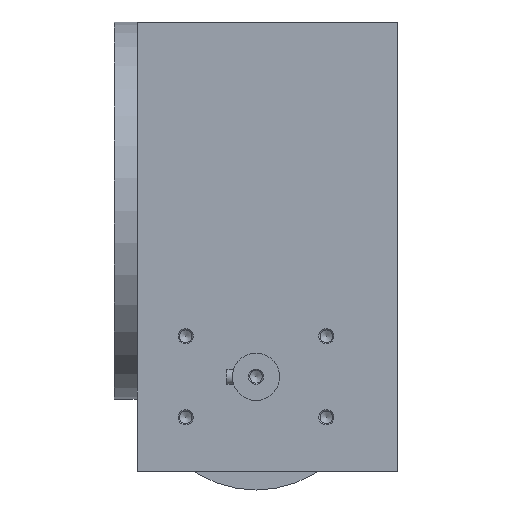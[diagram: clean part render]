
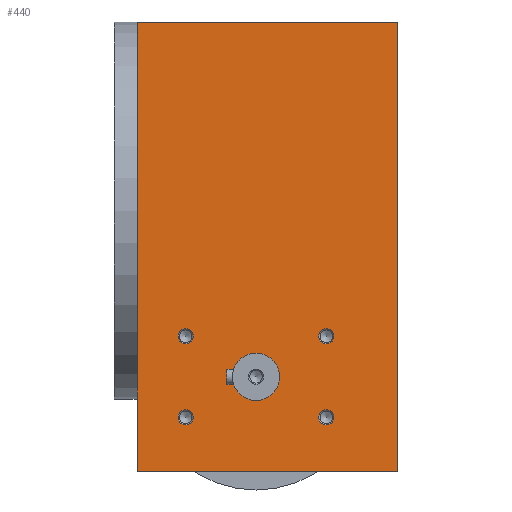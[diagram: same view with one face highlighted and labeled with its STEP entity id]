
A CAD part, left-side view. The second image highlights one B-rep face of the part: STEP entity #440.
In plain terms, the highlighted planar face has unit normal (-1, 0, 0).
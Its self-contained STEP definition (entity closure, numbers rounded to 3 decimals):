
#440 = ADVANCED_FACE( '', ( #1112, #1113, #1114, #1115, #1116, #1117 ), #1118, .F. );
#1112 = FACE_BOUND( '', #2190, .T. );
#1113 = FACE_BOUND( '', #2191, .T. );
#1114 = FACE_BOUND( '', #2192, .T. );
#1115 = FACE_BOUND( '', #2193, .T. );
#1116 = FACE_BOUND( '', #2194, .T. );
#1117 = FACE_OUTER_BOUND( '', #2195, .T. );
#1118 = PLANE( '', #2196 );
#2190 = EDGE_LOOP( '', ( #3367 ) );
#2191 = EDGE_LOOP( '', ( #3368 ) );
#2192 = EDGE_LOOP( '', ( #3369 ) );
#2193 = EDGE_LOOP( '', ( #3370 ) );
#2194 = EDGE_LOOP( '', ( #3371 ) );
#2195 = EDGE_LOOP( '', ( #3372, #3373, #3374, #3375, #3376 ) );
#2196 = AXIS2_PLACEMENT_3D( '', #3377, #3378, #3379 );
#3367 = ORIENTED_EDGE( '', *, *, #5569, .F. );
#3368 = ORIENTED_EDGE( '', *, *, #5570, .F. );
#3369 = ORIENTED_EDGE( '', *, *, #5571, .F. );
#3370 = ORIENTED_EDGE( '', *, *, #5572, .F. );
#3371 = ORIENTED_EDGE( '', *, *, #5491, .T. );
#3372 = ORIENTED_EDGE( '', *, *, #5573, .T. );
#3373 = ORIENTED_EDGE( '', *, *, #5574, .F. );
#3374 = ORIENTED_EDGE( '', *, *, #5575, .F. );
#3375 = ORIENTED_EDGE( '', *, *, #5576, .T. );
#3376 = ORIENTED_EDGE( '', *, *, #5577, .T. );
#3377 = CARTESIAN_POINT( '', ( -100., 69., 119. ) );
#3378 = DIRECTION( '', ( 1., 0., 0. ) );
#3379 = DIRECTION( '', ( 0., 0., -1. ) );
#5491 = EDGE_CURVE( '', #6391, #6391, #6392, .T. );
#5569 = EDGE_CURVE( '', #6522, #6522, #6523, .T. );
#5570 = EDGE_CURVE( '', #6524, #6524, #6525, .T. );
#5571 = EDGE_CURVE( '', #6526, #6526, #6527, .T. );
#5572 = EDGE_CURVE( '', #6528, #6528, #6529, .T. );
#5573 = EDGE_CURVE( '', #6530, #6531, #6532, .T. );
#5574 = EDGE_CURVE( '', #6533, #6531, #6534, .T. );
#5575 = EDGE_CURVE( '', #6535, #6533, #6536, .T. );
#5576 = EDGE_CURVE( '', #6535, #6537, #6538, .T. );
#5577 = EDGE_CURVE( '', #6537, #6530, #6539, .T. );
#6391 = VERTEX_POINT( '', #7673 );
#6392 = CIRCLE( '', #7674, 12.5 );
#6522 = VERTEX_POINT( '', #7837 );
#6523 = CIRCLE( '', #7838, 4. );
#6524 = VERTEX_POINT( '', #7839 );
#6525 = CIRCLE( '', #7840, 4. );
#6526 = VERTEX_POINT( '', #7841 );
#6527 = CIRCLE( '', #7842, 4. );
#6528 = VERTEX_POINT( '', #7843 );
#6529 = CIRCLE( '', #7844, 4. );
#6530 = VERTEX_POINT( '', #7845 );
#6531 = VERTEX_POINT( '', #7846 );
#6532 = LINE( '', #7847, #7848 );
#6533 = VERTEX_POINT( '', #7849 );
#6534 = LINE( '', #7850, #7851 );
#6535 = VERTEX_POINT( '', #7852 );
#6536 = LINE( '', #7853, #7854 );
#6537 = VERTEX_POINT( '', #7855 );
#6538 = LINE( '', #7856, #7857 );
#6539 = LINE( '', #7858, #7859 );
#7673 = CARTESIAN_POINT( '', ( -100., 6., -81.5 ) );
#7674 = AXIS2_PLACEMENT_3D( '', #9318, #9319, #9320 );
#7837 = CARTESIAN_POINT( '', ( -100., -31.239, -43.5 ) );
#7838 = AXIS2_PLACEMENT_3D( '', #9423, #9424, #9425 );
#7839 = CARTESIAN_POINT( '', ( -100., 43.239, -86.5 ) );
#7840 = AXIS2_PLACEMENT_3D( '', #9426, #9427, #9428 );
#7841 = CARTESIAN_POINT( '', ( -100., -31.239, -86.5 ) );
#7842 = AXIS2_PLACEMENT_3D( '', #9429, #9430, #9431 );
#7843 = CARTESIAN_POINT( '', ( -100., 43.239, -43.5 ) );
#7844 = AXIS2_PLACEMENT_3D( '', #9432, #9433, #9434 );
#7845 = CARTESIAN_POINT( '', ( -100., 69., -119. ) );
#7846 = CARTESIAN_POINT( '', ( -100., -69., -119. ) );
#7847 = CARTESIAN_POINT( '', ( -100., 69., -119. ) );
#7848 = VECTOR( '', #9435, 1000. );
#7849 = CARTESIAN_POINT( '', ( -100., -69., 119. ) );
#7850 = CARTESIAN_POINT( '', ( -100., -69., 119. ) );
#7851 = VECTOR( '', #9436, 1000. );
#7852 = CARTESIAN_POINT( '', ( -100., 69., 119. ) );
#7853 = CARTESIAN_POINT( '', ( -100., 69., 119. ) );
#7854 = VECTOR( '', #9437, 1000. );
#7855 = CARTESIAN_POINT( '', ( -100., 69., 19. ) );
#7856 = CARTESIAN_POINT( '', ( -100., 69., 119. ) );
#7857 = VECTOR( '', #9438, 1000. );
#7858 = CARTESIAN_POINT( '', ( -100., 69., 119. ) );
#7859 = VECTOR( '', #9439, 1000. );
#9318 = CARTESIAN_POINT( '', ( -100., 6., -69. ) );
#9319 = DIRECTION( '', ( 1., 0., 0. ) );
#9320 = DIRECTION( '', ( 0., 0., -1. ) );
#9423 = CARTESIAN_POINT( '', ( -100., -31.239, -47.5 ) );
#9424 = DIRECTION( '', ( -1., 0., 0. ) );
#9425 = DIRECTION( '', ( 0., 0., 1. ) );
#9426 = CARTESIAN_POINT( '', ( -100., 43.239, -90.5 ) );
#9427 = DIRECTION( '', ( -1., 0., 0. ) );
#9428 = DIRECTION( '', ( 0., 0., 1. ) );
#9429 = CARTESIAN_POINT( '', ( -100., -31.239, -90.5 ) );
#9430 = DIRECTION( '', ( -1., 0., 0. ) );
#9431 = DIRECTION( '', ( 0., 0., 1. ) );
#9432 = CARTESIAN_POINT( '', ( -100., 43.239, -47.5 ) );
#9433 = DIRECTION( '', ( -1., 0., 0. ) );
#9434 = DIRECTION( '', ( 0., 0., 1. ) );
#9435 = DIRECTION( '', ( 0., -1., 0. ) );
#9436 = DIRECTION( '', ( 0., 0., -1. ) );
#9437 = DIRECTION( '', ( 0., -1., 0. ) );
#9438 = DIRECTION( '', ( 0., 0., -1. ) );
#9439 = DIRECTION( '', ( 0., 0., -1. ) );
